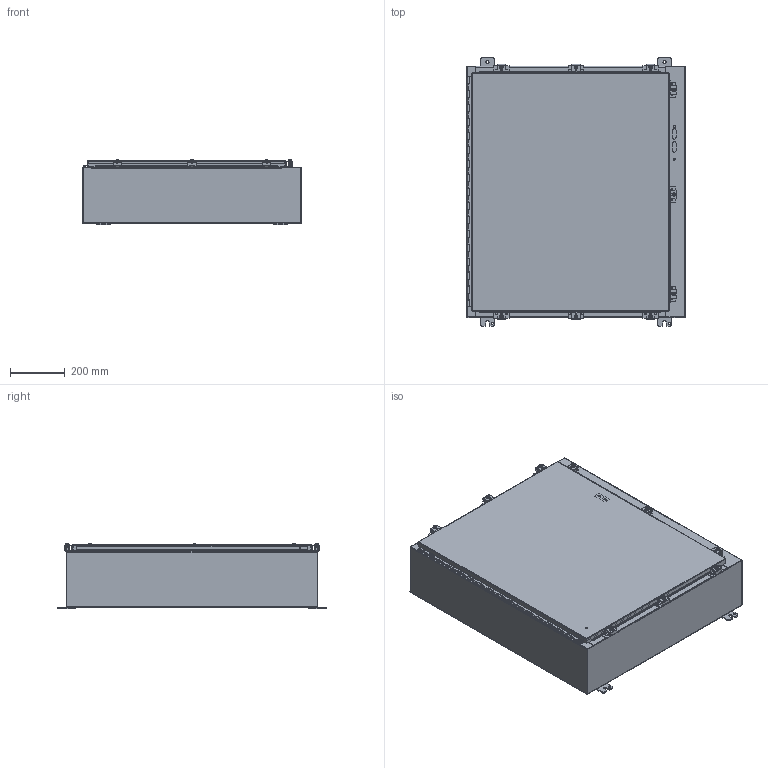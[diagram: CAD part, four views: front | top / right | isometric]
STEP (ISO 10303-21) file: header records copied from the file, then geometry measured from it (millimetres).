
FILE_DESCRIPTION(/* description */ ('SN4 TUB (36X31X8)'),/* implementation_level */ '2;1');
FILE_NAME(/* name */ 'SN4363108.stp',/* time_stamp */ '2016-11-29T13:20:18-06:00',/* author */ ('djett'),/* organization */ (''),/* preprocessor_version */ 'ST-DEVELOPER v16.1',/* originating_system */ 'Autodesk Inventor 2016',/* authorisation */ '');
FILE_SCHEMA (('AUTOMOTIVE_DESIGN { 1 0 10303 214 3 1 1 }'));
Length unit declared in the file: inch
Products named in the file (19): SN4363108BKP; 388116; 34840; 328107T; 328107L; 328107P-1; 328107; SN43631LID; 38846; HFW3092; 38811; 349129; 30817; 30824-1; 30824-2; 30824-3; 30824-4; 30824; SN4363108
Assembly tree (44 placements, depth 3):
  SN4363108
    SN4363108BKP
    388116  x6
    34840  x4
    328107
      328107T
      328107L
      328107P-1
    SN43631LID
    38846
    HFW3092
    38811  x2
    349129  x2
    30817  x9
    30824  x9
      30824-1
      30824-2
      30824-3
      30824-4
Bounding box: 797.05 x 977.9 x 236.85 mm (x, y, z)
Volume: 4556133.9 mm3; surface area: 4847952 mm2
Topology: 66 solids, 66 shells, 2070 faces, 5300 edges, 3464 vertices
Faces by surface type: plane 1123, cylinder 673, bspline 121, sphere 54, torus 53, cone 46
Full cylindrical faces by diameter (mm): 2.794 x36, 2.921 x2, 3.048 x25, 3.962 x2, 4.826 x2, 5.359 x9, 6.35 x12, 7.137 x11, 7.95 x4, 8.382 x12, 8.56 x1, 8.89 x9, 11.125 x4, 12.7 x9, 13.208 x9, 15.875 x6
Entity records: 31468 total; most frequent: CARTESIAN_POINT 7132, DIRECTION 4863, ORIENTED_EDGE 4752, EDGE_CURVE 2376, LINE 1637, VECTOR 1637, AXIS2_PLACEMENT_3D 1613, VERTEX_POINT 1596
